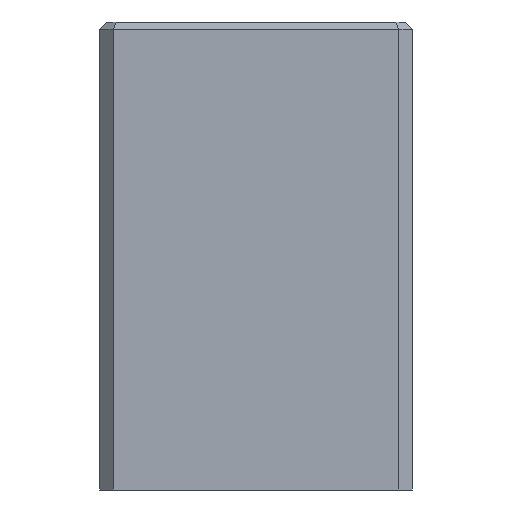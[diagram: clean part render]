
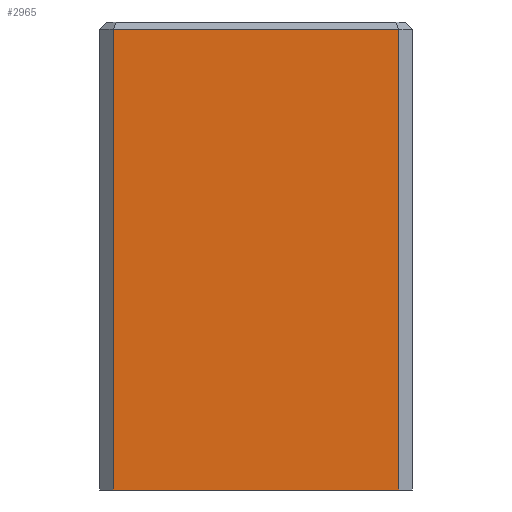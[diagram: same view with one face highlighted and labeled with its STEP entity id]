
A CAD part, front view. The second image highlights one B-rep face of the part: STEP entity #2965.
In plain terms, the highlighted planar face has unit normal (0, -1, 0).
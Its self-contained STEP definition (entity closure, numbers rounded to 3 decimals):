
#59 = VERTEX_POINT ( 'NONE', #4511 ) ;
#577 = EDGE_LOOP ( 'NONE', ( #6890, #1269, #3171, #4710 ) ) ;
#1134 = VERTEX_POINT ( 'NONE', #3238 ) ;
#1269 = ORIENTED_EDGE ( 'NONE', *, *, #4455, .T. ) ;
#1520 = LINE ( 'NONE', #4651, #4807 ) ;
#1735 = CARTESIAN_POINT ( 'NONE',  ( 78.96, -64.013, -1.6 ) ) ;
#1815 = EDGE_CURVE ( 'NONE', #59, #4187, #4224, .T. ) ;
#1945 = VECTOR ( 'NONE', #6363, 1000. ) ;
#2119 = FACE_OUTER_BOUND ( 'NONE', #577, .T. ) ;
#2147 = LINE ( 'NONE', #1735, #2464 ) ;
#2464 = VECTOR ( 'NONE', #3709, 1000. ) ;
#2571 = CARTESIAN_POINT ( 'NONE',  ( -1.363, -64.013, 126. ) ) ;
#2614 = PLANE ( 'NONE',  #3568 ) ;
#2841 = DIRECTION ( 'NONE',  ( -1., 0., 0. ) ) ;
#2913 = VECTOR ( 'NONE', #2841, 1000. ) ;
#2965 = ADVANCED_FACE ( 'NONE', ( #2119 ), #2614, .F. ) ;
#3171 = ORIENTED_EDGE ( 'NONE', *, *, #1815, .F. ) ;
#3238 = CARTESIAN_POINT ( 'NONE',  ( 78.96, -64.013, 126. ) ) ;
#3526 = DIRECTION ( 'NONE',  ( -1., 0., 0. ) ) ;
#3568 = AXIS2_PLACEMENT_3D ( 'NONE', #3648, #4738, #5826 ) ;
#3648 = CARTESIAN_POINT ( 'NONE',  ( -1.363, -64.013, -1.6 ) ) ;
#3709 = DIRECTION ( 'NONE',  ( 0., 0., 1. ) ) ;
#4187 = VERTEX_POINT ( 'NONE', #2571 ) ;
#4224 = LINE ( 'NONE', #5840, #1945 ) ;
#4455 = EDGE_CURVE ( 'NONE', #1134, #4187, #4485, .T. ) ;
#4485 = LINE ( 'NONE', #6162, #2913 ) ;
#4511 = CARTESIAN_POINT ( 'NONE',  ( -1.363, -64.013, -3.6 ) ) ;
#4651 = CARTESIAN_POINT ( 'NONE',  ( 78.96, -64.013, -3.6 ) ) ;
#4710 = ORIENTED_EDGE ( 'NONE', *, *, #5050, .F. ) ;
#4738 = DIRECTION ( 'NONE',  ( 0., 1., 0. ) ) ;
#4807 = VECTOR ( 'NONE', #3526, 1000. ) ;
#5050 = EDGE_CURVE ( 'NONE', #6498, #59, #1520, .T. ) ;
#5578 = EDGE_CURVE ( 'NONE', #6498, #1134, #2147, .T. ) ;
#5826 = DIRECTION ( 'NONE',  ( 0., 0., 1. ) ) ;
#5840 = CARTESIAN_POINT ( 'NONE',  ( -1.363, -64.013, -1.6 ) ) ;
#6002 = CARTESIAN_POINT ( 'NONE',  ( 78.96, -64.013, -3.6 ) ) ;
#6162 = CARTESIAN_POINT ( 'NONE',  ( -1.363, -64.013, 126. ) ) ;
#6363 = DIRECTION ( 'NONE',  ( 0., 0., 1. ) ) ;
#6498 = VERTEX_POINT ( 'NONE', #6002 ) ;
#6890 = ORIENTED_EDGE ( 'NONE', *, *, #5578, .T. ) ;
